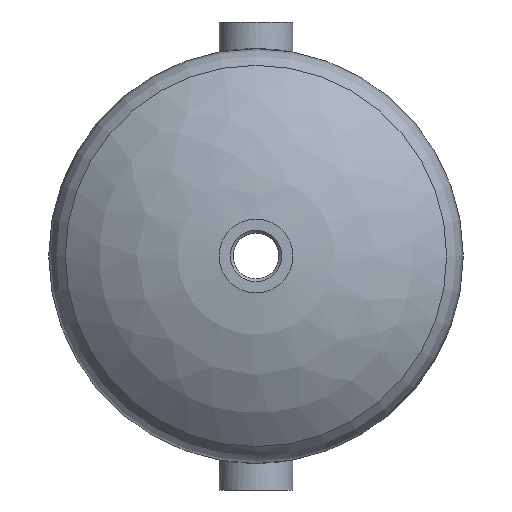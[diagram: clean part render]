
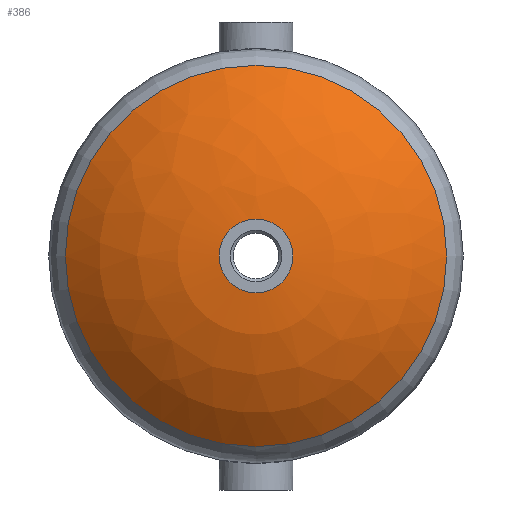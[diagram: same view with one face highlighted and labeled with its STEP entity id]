
A CAD part, front view. The second image highlights one B-rep face of the part: STEP entity #386.
In plain terms, the highlighted free-form (B-spline) face has degree [2, 2] with [3, 9] control points.
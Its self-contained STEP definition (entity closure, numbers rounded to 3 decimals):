
#22=(
BOUNDED_CURVE()
B_SPLINE_CURVE(2,(#1752,#1753,#1754),.UNSPECIFIED.,.F.,.F.)
B_SPLINE_CURVE_WITH_KNOTS((3,3),(0.847,1.532),
 .UNSPECIFIED.)
CURVE()
GEOMETRIC_REPRESENTATION_ITEM()
RATIONAL_B_SPLINE_CURVE((1.,0.942,1.))
REPRESENTATION_ITEM('')
);
#26=(
BOUNDED_SURFACE()
B_SPLINE_SURFACE(2,2,((#1721,#1722,#1723,#1724,#1725,#1726,#1727,#1728,
#1729),(#1730,#1731,#1732,#1733,#1734,#1735,#1736,#1737,#1738),(#1739,#1740,
#1741,#1742,#1743,#1744,#1745,#1746,#1747)),.UNSPECIFIED.,.F.,.T.,.F.)
B_SPLINE_SURFACE_WITH_KNOTS((3,3),(3,2,2,2,3),(0.847,1.532),
(-3.142,-1.571,0.,1.571,3.142),
 .UNSPECIFIED.)
GEOMETRIC_REPRESENTATION_ITEM()
RATIONAL_B_SPLINE_SURFACE(((1.,0.707,1.,0.707,1.,
0.707,1.,0.707,1.),(0.942,0.666,
0.942,0.666,0.942,0.666,
0.942,0.666,0.942),(1.,0.707,
1.,0.707,1.,0.707,1.,0.707,1.)))
REPRESENTATION_ITEM('')
SURFACE()
);
#103=FACE_OUTER_BOUND('',#138,.T.);
#138=EDGE_LOOP('',(#312,#313,#314,#315,#316,#317));
#193=CIRCLE('',#427,77.4);
#194=CIRCLE('',#428,15.);
#195=CIRCLE('',#429,15.);
#196=CIRCLE('',#430,77.4);
#228=VERTEX_POINT('',#1748);
#229=VERTEX_POINT('',#1749);
#230=VERTEX_POINT('',#1751);
#231=VERTEX_POINT('',#1755);
#266=EDGE_CURVE('',#228,#229,#193,.T.);
#267=EDGE_CURVE('',#229,#230,#22,.T.);
#268=EDGE_CURVE('',#231,#230,#194,.T.);
#269=EDGE_CURVE('',#230,#231,#195,.T.);
#270=EDGE_CURVE('',#229,#228,#196,.T.);
#312=ORIENTED_EDGE('',*,*,#266,.T.);
#313=ORIENTED_EDGE('',*,*,#267,.T.);
#314=ORIENTED_EDGE('',*,*,#268,.F.);
#315=ORIENTED_EDGE('',*,*,#269,.F.);
#316=ORIENTED_EDGE('',*,*,#267,.F.);
#317=ORIENTED_EDGE('',*,*,#270,.T.);
#386=ADVANCED_FACE('',(#103),#26,.F.);
#427=AXIS2_PLACEMENT_3D('',#1750,#503,#504);
#428=AXIS2_PLACEMENT_3D('',#1756,#505,#506);
#429=AXIS2_PLACEMENT_3D('',#1757,#507,#508);
#430=AXIS2_PLACEMENT_3D('',#1758,#509,#510);
#503=DIRECTION('center_axis',(0.,-1.,0.));
#504=DIRECTION('ref_axis',(0.,0.,-1.));
#505=DIRECTION('center_axis',(0.,-1.,0.));
#506=DIRECTION('ref_axis',(0.,0.,-1.));
#507=DIRECTION('center_axis',(0.,-1.,0.));
#508=DIRECTION('ref_axis',(0.,0.,-1.));
#509=DIRECTION('center_axis',(0.,-1.,0.));
#510=DIRECTION('ref_axis',(0.,0.,-1.));
#1721=CARTESIAN_POINT('Ctrl Pts',(0.,-122.481,
77.4));
#1722=CARTESIAN_POINT('Ctrl Pts',(-77.4,-122.481,77.4));
#1723=CARTESIAN_POINT('Ctrl Pts',(-77.4,-122.481,0.));
#1724=CARTESIAN_POINT('Ctrl Pts',(-77.4,-122.481,-77.4));
#1725=CARTESIAN_POINT('Ctrl Pts',(0.,-122.481,
-77.4));
#1726=CARTESIAN_POINT('Ctrl Pts',(77.4,-122.481,-77.4));
#1727=CARTESIAN_POINT('Ctrl Pts',(77.4,-122.481,0.));
#1728=CARTESIAN_POINT('Ctrl Pts',(77.4,-122.481,77.4));
#1729=CARTESIAN_POINT('Ctrl Pts',(0.,-122.481,
77.4));
#1730=CARTESIAN_POINT('Ctrl Pts',(0.,-146.126,
50.665));
#1731=CARTESIAN_POINT('Ctrl Pts',(-50.665,-146.126,50.665));
#1732=CARTESIAN_POINT('Ctrl Pts',(-50.665,-146.126,0.));
#1733=CARTESIAN_POINT('Ctrl Pts',(-50.665,-146.126,-50.665));
#1734=CARTESIAN_POINT('Ctrl Pts',(0.,-146.126,
-50.665));
#1735=CARTESIAN_POINT('Ctrl Pts',(50.665,-146.126,-50.665));
#1736=CARTESIAN_POINT('Ctrl Pts',(50.665,-146.126,0.));
#1737=CARTESIAN_POINT('Ctrl Pts',(50.665,-146.126,50.665));
#1738=CARTESIAN_POINT('Ctrl Pts',(0.,-146.126,
50.665));
#1739=CARTESIAN_POINT('Ctrl Pts',(0.,-147.5,15.));
#1740=CARTESIAN_POINT('Ctrl Pts',(-15.,-147.5,15.));
#1741=CARTESIAN_POINT('Ctrl Pts',(-15.,-147.5,0.));
#1742=CARTESIAN_POINT('Ctrl Pts',(-15.,-147.5,-15.));
#1743=CARTESIAN_POINT('Ctrl Pts',(0.,-147.5,
-15.));
#1744=CARTESIAN_POINT('Ctrl Pts',(15.,-147.5,-15.));
#1745=CARTESIAN_POINT('Ctrl Pts',(15.,-147.5,0.));
#1746=CARTESIAN_POINT('Ctrl Pts',(15.,-147.5,15.));
#1747=CARTESIAN_POINT('Ctrl Pts',(0.,-147.5,15.));
#1748=CARTESIAN_POINT('',(0.,-122.481,-77.4));
#1749=CARTESIAN_POINT('',(0.,-122.481,77.4));
#1750=CARTESIAN_POINT('Origin',(0.,-122.481,
0.));
#1751=CARTESIAN_POINT('',(0.,-147.5,15.));
#1752=CARTESIAN_POINT('Ctrl Pts',(0.,-122.481,
77.4));
#1753=CARTESIAN_POINT('Ctrl Pts',(0.,-146.126,
50.665));
#1754=CARTESIAN_POINT('Ctrl Pts',(0.,-147.5,15.));
#1755=CARTESIAN_POINT('',(0.,-147.5,-15.));
#1756=CARTESIAN_POINT('Origin',(0.,-147.5,0.));
#1757=CARTESIAN_POINT('Origin',(0.,-147.5,0.));
#1758=CARTESIAN_POINT('Origin',(0.,-122.481,
0.));
